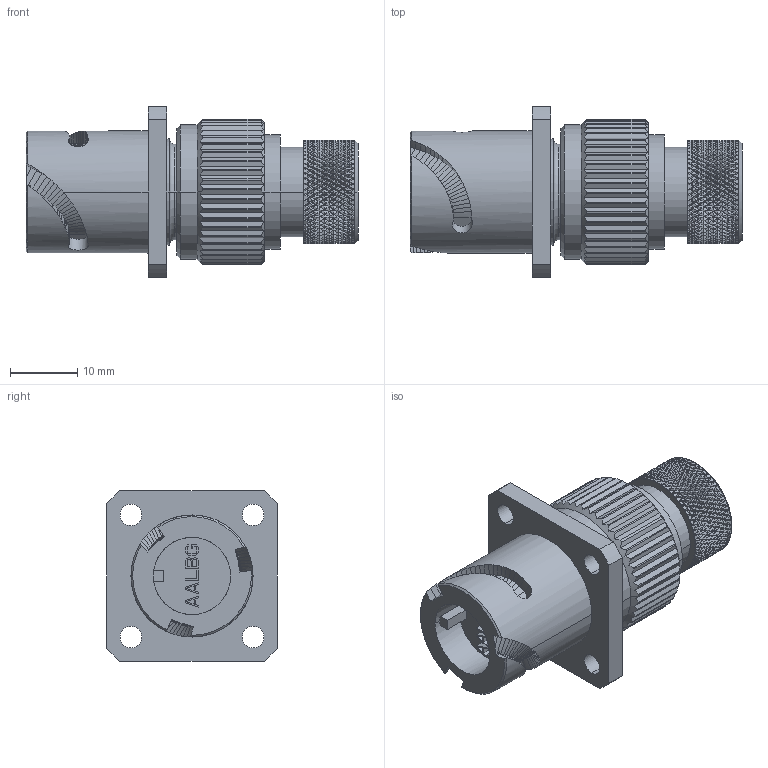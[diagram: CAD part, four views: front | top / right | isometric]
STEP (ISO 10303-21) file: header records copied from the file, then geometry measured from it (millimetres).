
FILE_DESCRIPTION((''),'2;1');
FILE_NAME('VG95234U-10_SW0001','2023-03-01T18:02:55',('paultorloting'),('NET AG system integration'),'CREO PARAMETRIC BY PTC INC, 2021404','CREO PARAMETRIC BY PTC INC, 2021404','');
FILE_SCHEMA(('AUTOMOTIVE_DESIGN { 1 0 10303 214 1 1 1 1 }'));
Products named in the file (1): VG95234U-10_SW0001
Bounding box: 49.5 x 25.4 x 25.4 mm (x, y, z)
Volume: 12600.8 mm3; surface area: 5763.7 mm2
Topology: 1 solids, 1 shells, 4575 faces, 10072 edges, 5526 vertices
Faces by surface type: plane 3491, cylinder 859, bspline 201, cone 20, torus 4
Entity records: 152638 total; most frequent: CARTESIAN_POINT 33648, ORIENTED_EDGE 20144, DIRECTION 15401, EDGE_CURVE 10072, VECTOR 5776, LINE 5776, VERTEX_POINT 5526, AXIS2_PLACEMENT_3D 4811
